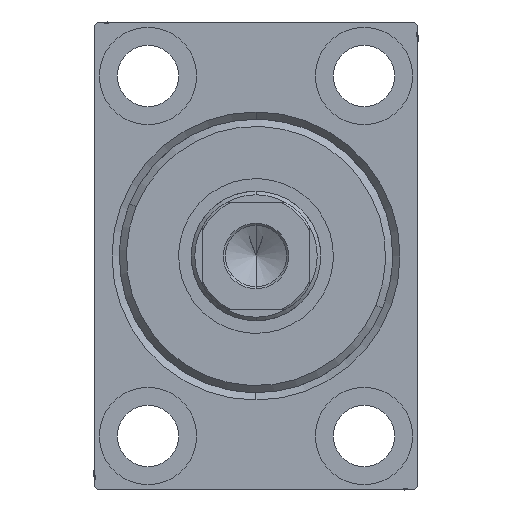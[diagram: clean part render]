
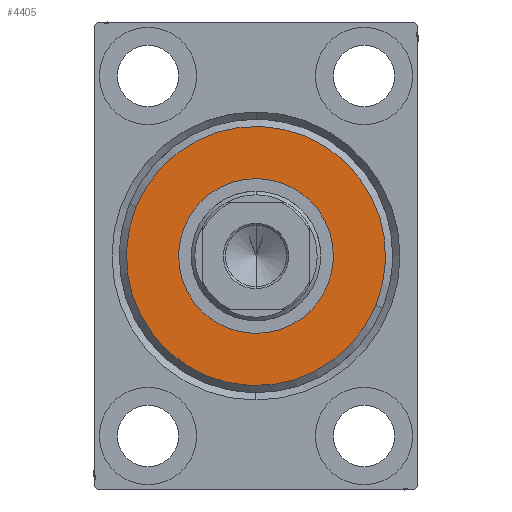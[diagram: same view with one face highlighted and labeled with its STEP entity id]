
A CAD part, left-side view. The second image highlights one B-rep face of the part: STEP entity #4405.
In plain terms, the highlighted face is planar.
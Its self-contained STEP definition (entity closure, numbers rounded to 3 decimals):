
#3895 = EDGE_CURVE ( 'NONE', #16800, #43655, #14419, .T. ) ;
#4405 = ADVANCED_FACE ( 'NONE', ( #15386, #5384 ), #15607, .T. ) ;
#4765 = CARTESIAN_POINT ( 'NONE',  ( 3., 0., 0. ) ) ;
#5384 = FACE_BOUND ( 'NONE', #39290, .T. ) ;
#6353 = CARTESIAN_POINT ( 'NONE',  ( 3., 0., 18. ) ) ;
#7327 = ORIENTED_EDGE ( 'NONE', *, *, #19818, .T. ) ;
#9158 = DIRECTION ( 'NONE',  ( 0., 0., -1. ) ) ;
#9577 = DIRECTION ( 'NONE',  ( 0., 0., -1. ) ) ;
#13134 = DIRECTION ( 'NONE',  ( 1., 0., 0. ) ) ;
#14306 = EDGE_CURVE ( 'NONE', #15573, #26559, #25331, .T. ) ;
#14419 = CIRCLE ( 'NONE', #19410, 10.75 ) ;
#14580 = CARTESIAN_POINT ( 'NONE',  ( 3., 0., -10.75 ) ) ;
#15386 = FACE_OUTER_BOUND ( 'NONE', #38266, .T. ) ;
#15573 = VERTEX_POINT ( 'NONE', #6353 ) ;
#15607 = PLANE ( 'NONE',  #18710 ) ;
#15694 = CARTESIAN_POINT ( 'NONE',  ( 3., 0., -18. ) ) ;
#15810 = CARTESIAN_POINT ( 'NONE',  ( 3., 0., 0. ) ) ;
#16800 = VERTEX_POINT ( 'NONE', #43418 ) ;
#16903 = DIRECTION ( 'NONE',  ( 0., 0., -1. ) ) ;
#17122 = CARTESIAN_POINT ( 'NONE',  ( 3., 0., 0. ) ) ;
#18146 = CIRCLE ( 'NONE', #19583, 10.75 ) ;
#18304 = AXIS2_PLACEMENT_3D ( 'NONE', #4765, #24772, #38367 ) ;
#18644 = ORIENTED_EDGE ( 'NONE', *, *, #30168, .T. ) ;
#18710 = AXIS2_PLACEMENT_3D ( 'NONE', #29177, #26056, #9158 ) ;
#19410 = AXIS2_PLACEMENT_3D ( 'NONE', #35477, #22564, #22341 ) ;
#19583 = AXIS2_PLACEMENT_3D ( 'NONE', #17122, #24458, #16903 ) ;
#19739 = CIRCLE ( 'NONE', #18304, 18. ) ;
#19818 = EDGE_CURVE ( 'NONE', #43655, #16800, #18146, .T. ) ;
#22341 = DIRECTION ( 'NONE',  ( 0., 0., -1. ) ) ;
#22564 = DIRECTION ( 'NONE',  ( -1., 0., 0. ) ) ;
#22908 = ORIENTED_EDGE ( 'NONE', *, *, #3895, .T. ) ;
#24458 = DIRECTION ( 'NONE',  ( -1., 0., 0. ) ) ;
#24772 = DIRECTION ( 'NONE',  ( 1., 0., 0. ) ) ;
#25331 = CIRCLE ( 'NONE', #40277, 18. ) ;
#26056 = DIRECTION ( 'NONE',  ( 1., 0., 0. ) ) ;
#26559 = VERTEX_POINT ( 'NONE', #15694 ) ;
#29177 = CARTESIAN_POINT ( 'NONE',  ( 3., 0., 0. ) ) ;
#30168 = EDGE_CURVE ( 'NONE', #26559, #15573, #19739, .T. ) ;
#35477 = CARTESIAN_POINT ( 'NONE',  ( 3., 0., 0. ) ) ;
#36863 = ORIENTED_EDGE ( 'NONE', *, *, #14306, .T. ) ;
#38266 = EDGE_LOOP ( 'NONE', ( #36863, #18644 ) ) ;
#38367 = DIRECTION ( 'NONE',  ( 0., 0., -1. ) ) ;
#39290 = EDGE_LOOP ( 'NONE', ( #22908, #7327 ) ) ;
#40277 = AXIS2_PLACEMENT_3D ( 'NONE', #15810, #13134, #9577 ) ;
#43418 = CARTESIAN_POINT ( 'NONE',  ( 3., 0., 10.75 ) ) ;
#43655 = VERTEX_POINT ( 'NONE', #14580 ) ;
